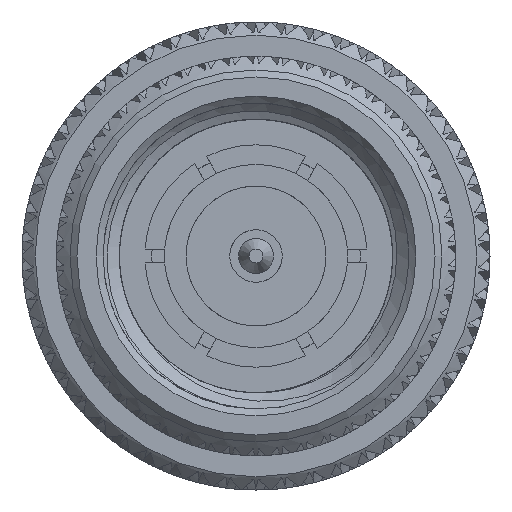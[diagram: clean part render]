
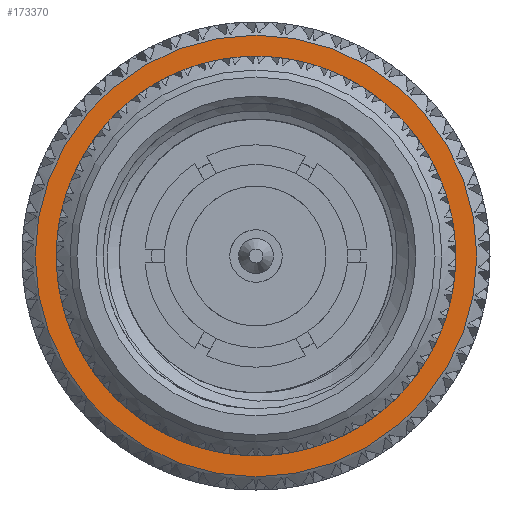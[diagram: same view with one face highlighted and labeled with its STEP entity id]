
A CAD part, left-side view. The second image highlights one B-rep face of the part: STEP entity #173370.
In plain terms, the highlighted planar face has unit normal (-1, 0, 0).
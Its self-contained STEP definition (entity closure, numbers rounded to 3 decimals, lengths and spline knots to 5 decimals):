
#6442 = CARTESIAN_POINT ( 'NONE',  ( 0.63584, 0., 0.2415 ) ) ;
#9709 = FACE_OUTER_BOUND ( 'NONE', #179649, .T. ) ;
#10730 = FACE_BOUND ( 'NONE', #29447, .T. ) ;
#19739 = DIRECTION ( 'NONE',  ( 0., 0., 1. ) ) ;
#20286 = EDGE_CURVE ( 'NONE', #182730, #182730, #194320, .T. ) ;
#23597 = DIRECTION ( 'NONE',  ( -1., 0., 0. ) ) ;
#29447 = EDGE_LOOP ( 'NONE', ( #78038 ) ) ;
#34542 = CIRCLE ( 'NONE', #131134, 0.2415 ) ;
#42050 = DIRECTION ( 'NONE',  ( -1., 0., 0. ) ) ;
#42401 = EDGE_CURVE ( 'NONE', #132704, #132704, #34542, .T. ) ;
#49449 = CARTESIAN_POINT ( 'NONE',  ( 0.63584, 0., 0. ) ) ;
#72577 = CARTESIAN_POINT ( 'NONE',  ( 0.63584, 0., 0. ) ) ;
#78038 = ORIENTED_EDGE ( 'NONE', *, *, #42401, .F. ) ;
#78663 = DIRECTION ( 'NONE',  ( 1., 0., 0. ) ) ;
#103668 = DIRECTION ( 'NONE',  ( 0., 0., 1. ) ) ;
#109965 = DIRECTION ( 'NONE',  ( 0., 0., -1. ) ) ;
#118061 = CARTESIAN_POINT ( 'NONE',  ( 0.63584, 0., -0.31577 ) ) ;
#131134 = AXIS2_PLACEMENT_3D ( 'NONE', #72577, #23597, #19739 ) ;
#132704 = VERTEX_POINT ( 'NONE', #6442 ) ;
#140963 = AXIS2_PLACEMENT_3D ( 'NONE', #49449, #78663, #109965 ) ;
#173370 = ADVANCED_FACE ( 'NONE', ( #10730, #9709 ), #181888, .T. ) ;
#179649 = EDGE_LOOP ( 'NONE', ( #197889 ) ) ;
#181888 = PLANE ( 'NONE',  #189225 ) ;
#182730 = VERTEX_POINT ( 'NONE', #118061 ) ;
#189225 = AXIS2_PLACEMENT_3D ( 'NONE', #197549, #42050, #103668 ) ;
#194320 = CIRCLE ( 'NONE', #140963, 0.31577 ) ;
#197549 = CARTESIAN_POINT ( 'NONE',  ( 0.63584, 0.21601, 0. ) ) ;
#197889 = ORIENTED_EDGE ( 'NONE', *, *, #20286, .F. ) ;
